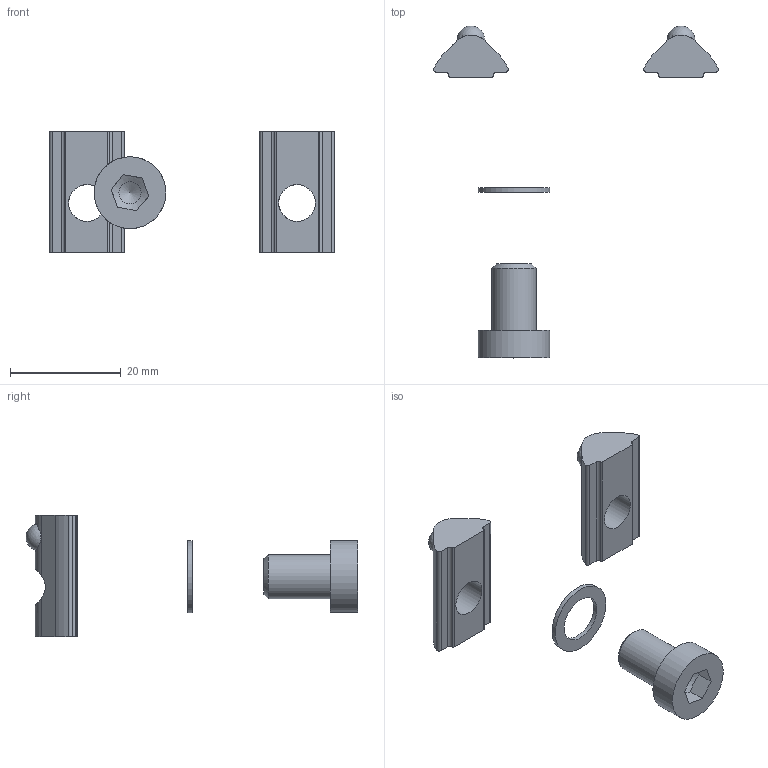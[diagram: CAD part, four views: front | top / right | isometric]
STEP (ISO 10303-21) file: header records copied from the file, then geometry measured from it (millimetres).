
FILE_DESCRIPTION((''),'2;1');
FILE_NAME('SZ0682Z_A.stp','2013-08-26T11:46:46',('janine behrens'),(''),'Autodesk Inventor 2012','Autodesk Inventor 2012','');
FILE_SCHEMA(('AUTOMOTIVE_DESIGN { 1 0 10303 214 1 1 1 1 }'));
Length unit declared in the file: millimetre
Products named in the file (7): SZ0682Z_A; SV2102V_A; ME1631105_A; MK5100000_A; MK2402100_A; SS8208V; DK6912080120_A
Assembly tree (7 placements, depth 3):
  SZ0682Z_A
    SV2102V_A  x2
      ME1631105_A
      MK5100000_A
      MK2402100_A
    SS8208V
    DK6912080120_A
Bounding box: 51.47 x 60.04 x 22 mm (x, y, z)
Volume: 3579.8 mm3; surface area: 3500.8 mm2
Topology: 8 solids, 8 shells, 75 faces, 181 edges, 119 vertices
Faces by surface type: plane 35, cylinder 31, cone 5, bspline 2, sphere 2
Full cylindrical faces by diameter (mm): 4 x1, 4.5 x2, 5.1 x2, 6.647 x2, 8 x1, 8.4 x1, 13 x2
Entity records: 2225 total; most frequent: CARTESIAN_POINT 988, DIRECTION 242, ORIENTED_EDGE 186, AXIS2_PLACEMENT_3D 99, EDGE_CURVE 93, VERTEX_POINT 69, EDGE_LOOP 64, FACE_OUTER_BOUND 47
